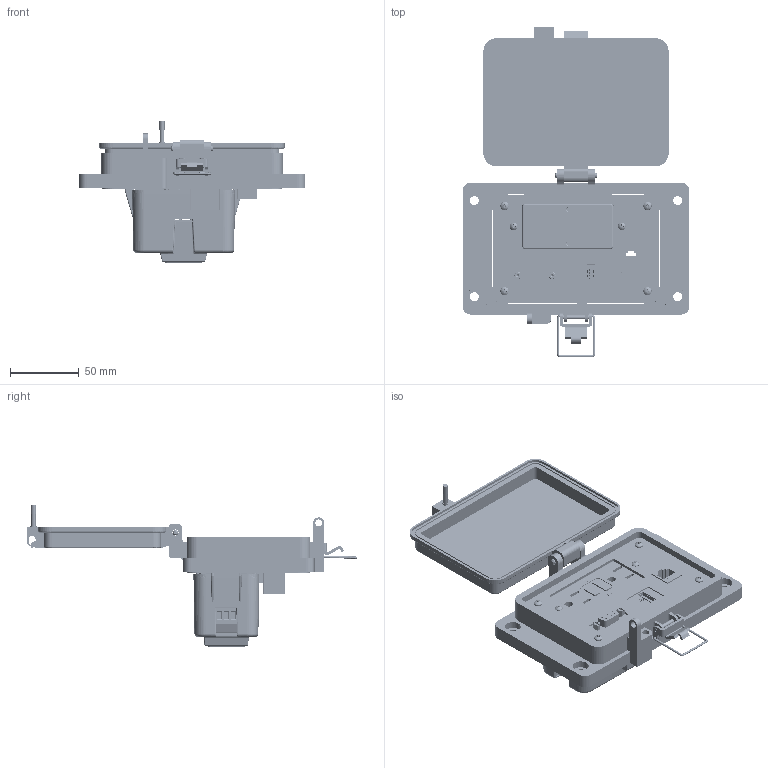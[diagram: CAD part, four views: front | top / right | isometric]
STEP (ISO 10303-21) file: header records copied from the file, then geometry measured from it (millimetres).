
FILE_DESCRIPTION (( 'STEP AP203' ), '1' );
FILE_NAME ('P-Q7Q50R62-M3RF0_3D.STEP', '2021-10-20T20:19:45', ( '' ), ( '' ), 'SwSTEP 2.0', 'SolidWorks 2019', '' );
FILE_SCHEMA (( 'CONFIG_CONTROL_DESIGN' ));
Length unit declared in the file: millimetre
Products named in the file (22): Z-000-440916FH_91771A121; Q7; Z-002-4401_4HN_90675A005; P-Q7Q50R62-M3RF0_BP240_1; Z-BULK-DB9MF; Z-200-OTLT-RIOF-15A_WOE; Z-001-SPR3_16HX; Z-H-M3_B; Z-200-OTLT-GFIH-15A_sheared; -M3; Z-120-RIOF-SHELL_WOE; Z-300-RJ45CAT6; Z-300-USB-AB-FF; P-Q7Q50R62-M3RF0_3D; RF_WOE; Z-000-4243316TFP; Q51; R62; 92005A124_METRIC PAN HEAD PHILLIPS MACHINE SCREW_92005A124; P-Q7Q50R62-M3RF0_TP060_1; P-Q7Q50R62-M3RF0_FP060_1; Z-000-4-201_2PPHPLST_90380A110
Assembly tree (33 placements, depth 4):
  P-Q7Q50R62-M3RF0_3D
    P-Q7Q50R62-M3RF0_BP240_1
    P-Q7Q50R62-M3RF0_TP060_1
    Z-000-4243316TFP  x6
    Q51
      Z-300-USB-AB-FF
    Z-000-440916FH_91771A121  x2
    Z-002-4401_4HN_90675A005  x2
    Q7
      Z-BULK-DB9MF
      Z-001-SPR3_16HX  x2
    P-Q7Q50R62-M3RF0_FP060_1
    R62
      Z-300-RJ45CAT6
    RF_WOE
      Z-200-OTLT-RIOF-15A_WOE
        Z-120-RIOF-SHELL_WOE
        Z-200-OTLT-GFIH-15A_sheared
    Z-000-4-201_2PPHPLST_90380A110  x2
    -M3
      Z-H-M3_B
    92005A124_METRIC PAN HEAD PHILLIPS MACHINE SCREW_92005A124  x4
Bounding box: 164.96 x 240.59 x 103.95 mm (x, y, z)
Volume: 382604.7 mm3; surface area: 232875.8 mm2
Topology: 55 solids, 61 shells, 7128 faces, 18714 edges, 11933 vertices
Faces by surface type: plane 2803, cylinder 2373, bspline 1482, cone 328, torus 80, sphere 62
Entity records: 251408 total; most frequent: CARTESIAN_POINT 115389, ORIENTED_EDGE 30874, DIRECTION 22764, EDGE_CURVE 15437, VERTEX_POINT 9793, VECTOR 8832, LINE 8832, AXIS2_PLACEMENT_3D 6966
